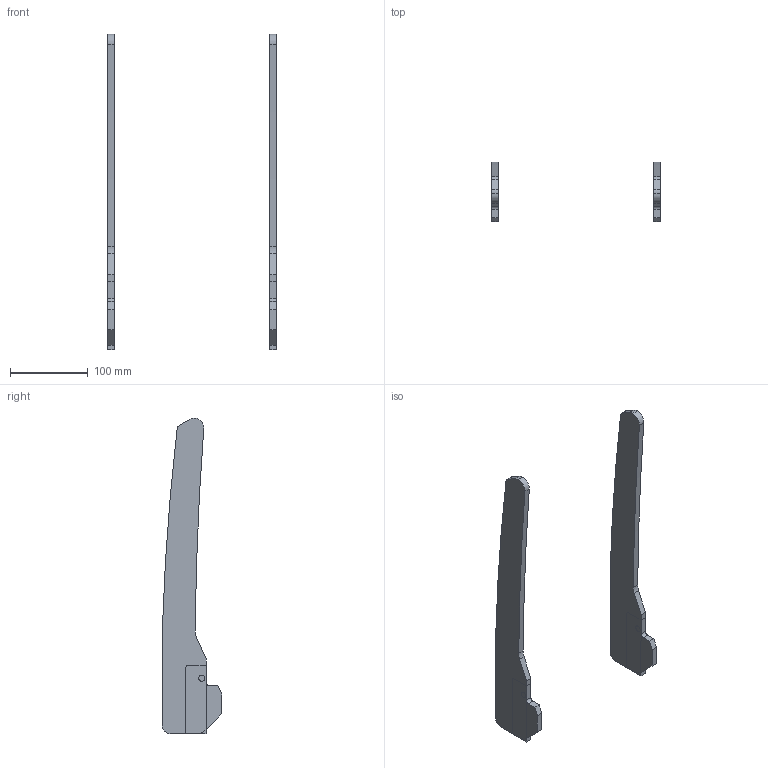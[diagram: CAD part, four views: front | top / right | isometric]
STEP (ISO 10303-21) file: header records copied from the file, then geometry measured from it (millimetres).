
FILE_DESCRIPTION (( 'STEP AP214' ), '1' );
FILE_NAME ('INGUN_50138.STEP', '2024-06-25T14:23:55', ( '' ), ( '' ), 'SwSTEP 2.0', 'SolidWorks 2021', '' );
FILE_SCHEMA (( 'AUTOMOTIVE_DESIGN' ));
Length unit declared in the file: millimetre
Products named in the file (3): 53831~2_KUNDE<S>; INGUN_50138; 43579~2_KUNDE<S>
Assembly tree (4 placements, depth 2):
  INGUN_50138
    53831~2_KUNDE<S>  x2
    43579~2_KUNDE<S>  x2
Bounding box: 216 x 76.03 x 405.21 mm (x, y, z)
Volume: 328832.6 mm3; surface area: 100709.4 mm2
Topology: 4 solids, 4 shells, 58 faces, 150 edges, 100 vertices
Faces by surface type: plane 34, cylinder 24
Entity records: 1023 total; most frequent: DIRECTION 171, CARTESIAN_POINT 161, ORIENTED_EDGE 150, EDGE_CURVE 75, AXIS2_PLACEMENT_3D 60, LINE 51, VECTOR 51, VERTEX_POINT 50
